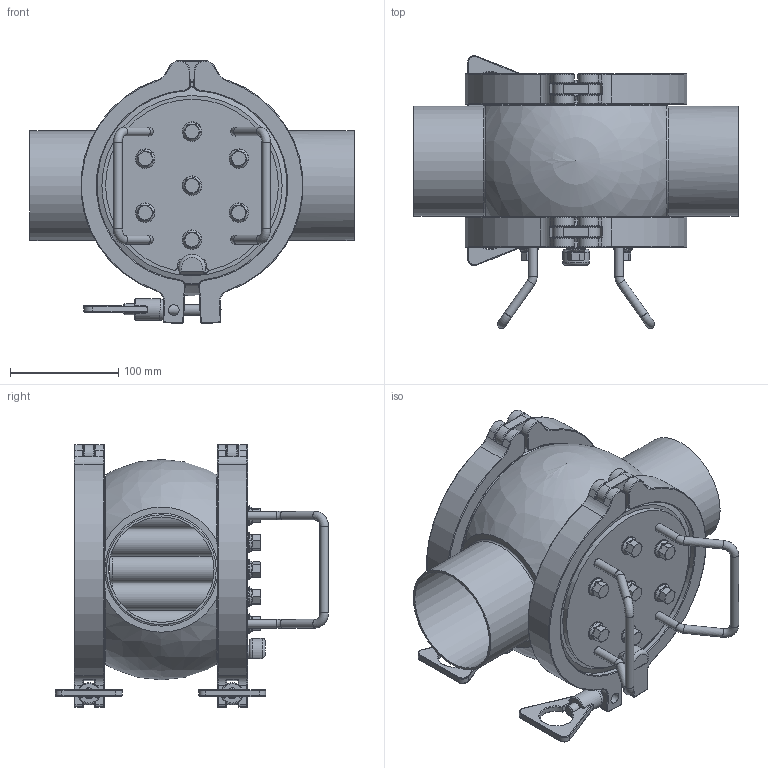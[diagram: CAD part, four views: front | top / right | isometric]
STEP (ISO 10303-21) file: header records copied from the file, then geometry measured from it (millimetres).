
FILE_DESCRIPTION(/* description */ (''),/* implementation_level */ '2;1');
FILE_NAME(/* name */ 'E0019380 -.stp',/* time_stamp */ '2018-07-13T12:26:30+02:00',/* author */ ('cr'),/* organization */ (''),/* preprocessor_version */ 'ST-DEVELOPER v16.5',/* originating_system */ 'Autodesk Inventor 2017',/* authorisation */ '');
FILE_SCHEMA (('AUTOMOTIVE_DESIGN { 1 0 10303 214 3 1 1 }'));
Length unit declared in the file: millimetre
Products named in the file (1): Part1
Bounding box: 300 x 252.67 x 243.3 mm (x, y, z)
Volume: 2335179.7 mm3; surface area: 643456.5 mm2
Topology: 4 solids, 14 shells, 1318 faces, 3043 edges, 1764 vertices
Faces by surface type: cylinder 457, plane 295, torus 246, bspline 194, cone 114, sphere 12
Full cylindrical faces by diameter (mm): 0.01 x8, 4.134 x1, 6.647 x7, 8 x17, 8.1 x4, 8.2 x7, 9 x7, 10 x17, 12 x1, 13.7 x6, 14 x1, 16.9 x7, 18 x7, 20 x2, 24 x7, 25 x7, 97.6 x2, 101.6 x2, 156.07 x2, 156.8 x2, 161.2 x2, 167 x1, 168 x2, 183 x2
Entity records: 42771 total; most frequent: CARTESIAN_POINT 14112, DIRECTION 5808, ORIENTED_EDGE 5344, EDGE_CURVE 2671, AXIS2_PLACEMENT_3D 2565, VERTEX_POINT 1667, EDGE_LOOP 1651, CIRCLE 1340
